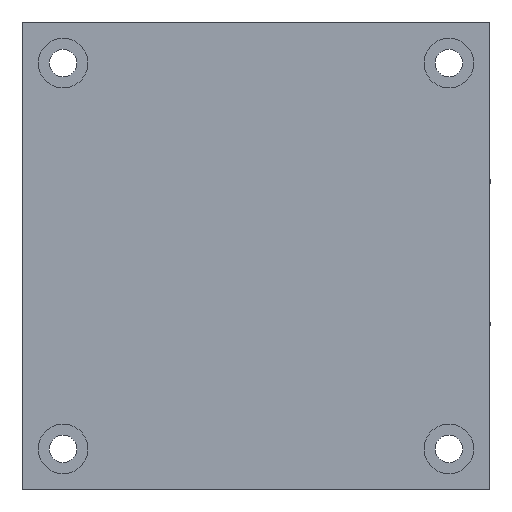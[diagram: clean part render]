
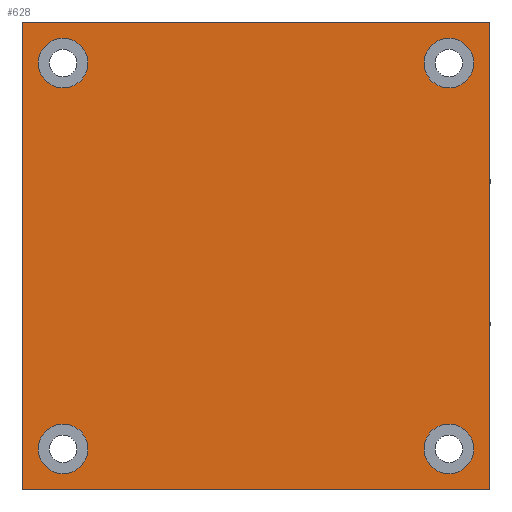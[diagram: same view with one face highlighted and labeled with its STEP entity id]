
A CAD part, left-side view. The second image highlights one B-rep face of the part: STEP entity #628.
In plain terms, the highlighted planar face has unit normal (-1, 0, 0).
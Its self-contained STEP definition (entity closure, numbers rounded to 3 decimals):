
#84=LINE('',#1263,#130);
#86=LINE('',#1267,#132);
#88=LINE('',#1271,#134);
#90=LINE('',#1274,#136);
#130=VECTOR('',#856,10.);
#132=VECTOR('',#860,10.);
#134=VECTOR('',#864,10.);
#136=VECTOR('',#868,10.);
#155=FACE_BOUND('',#239,.T.);
#156=FACE_BOUND('',#240,.T.);
#157=FACE_BOUND('',#241,.T.);
#158=FACE_BOUND('',#242,.T.);
#194=FACE_OUTER_BOUND('',#238,.T.);
#238=EDGE_LOOP('',(#569,#570,#571,#572));
#239=EDGE_LOOP('',(#573));
#240=EDGE_LOOP('',(#574));
#241=EDGE_LOOP('',(#575));
#242=EDGE_LOOP('',(#576));
#245=CIRCLE('',#647,3.625);
#248=CIRCLE('',#652,3.625);
#251=CIRCLE('',#657,3.625);
#254=CIRCLE('',#662,3.625);
#265=VERTEX_POINT('',#878);
#268=VERTEX_POINT('',#887);
#271=VERTEX_POINT('',#896);
#274=VERTEX_POINT('',#905);
#315=VERTEX_POINT('',#1260);
#316=VERTEX_POINT('',#1262);
#317=VERTEX_POINT('',#1266);
#318=VERTEX_POINT('',#1270);
#321=EDGE_CURVE('',#265,#265,#245,.T.);
#325=EDGE_CURVE('',#268,#268,#248,.T.);
#329=EDGE_CURVE('',#271,#271,#251,.T.);
#333=EDGE_CURVE('',#274,#274,#254,.T.);
#398=EDGE_CURVE('',#316,#315,#84,.T.);
#400=EDGE_CURVE('',#317,#316,#86,.T.);
#402=EDGE_CURVE('',#318,#317,#88,.T.);
#404=EDGE_CURVE('',#315,#318,#90,.T.);
#569=ORIENTED_EDGE('',*,*,#404,.T.);
#570=ORIENTED_EDGE('',*,*,#402,.T.);
#571=ORIENTED_EDGE('',*,*,#400,.T.);
#572=ORIENTED_EDGE('',*,*,#398,.T.);
#573=ORIENTED_EDGE('',*,*,#321,.T.);
#574=ORIENTED_EDGE('',*,*,#325,.T.);
#575=ORIENTED_EDGE('',*,*,#329,.T.);
#576=ORIENTED_EDGE('',*,*,#333,.T.);
#592=PLANE('',#702);
#628=ADVANCED_FACE('',(#194,#155,#156,#157,#158),#592,.T.);
#647=AXIS2_PLACEMENT_3D('',#879,#713,#714);
#652=AXIS2_PLACEMENT_3D('',#888,#724,#725);
#657=AXIS2_PLACEMENT_3D('',#897,#735,#736);
#662=AXIS2_PLACEMENT_3D('',#906,#746,#747);
#702=AXIS2_PLACEMENT_3D('',#1275,#869,#870);
#713=DIRECTION('center_axis',(1.,0.,0.));
#714=DIRECTION('ref_axis',(0.,-1.,0.));
#724=DIRECTION('center_axis',(1.,0.,0.));
#725=DIRECTION('ref_axis',(0.,-1.,0.));
#735=DIRECTION('center_axis',(1.,0.,0.));
#736=DIRECTION('ref_axis',(0.,-1.,0.));
#746=DIRECTION('center_axis',(1.,0.,0.));
#747=DIRECTION('ref_axis',(0.,-1.,0.));
#856=DIRECTION('',(0.,0.,-1.));
#860=DIRECTION('',(0.,1.,0.));
#864=DIRECTION('',(0.,0.,1.));
#868=DIRECTION('',(0.,-1.,0.));
#869=DIRECTION('center_axis',(-1.,0.,0.));
#870=DIRECTION('ref_axis',(0.,0.,1.));
#878=CARTESIAN_POINT('',(-82.198,166.018,29.529));
#879=CARTESIAN_POINT('Origin',(-82.198,162.393,29.529));
#887=CARTESIAN_POINT('',(-82.198,222.288,-26.741));
#888=CARTESIAN_POINT('Origin',(-82.198,218.663,-26.741));
#896=CARTESIAN_POINT('',(-82.198,222.288,29.529));
#897=CARTESIAN_POINT('Origin',(-82.198,218.663,29.529));
#905=CARTESIAN_POINT('',(-82.198,166.018,-26.741));
#906=CARTESIAN_POINT('Origin',(-82.198,162.393,-26.741));
#1260=CARTESIAN_POINT('',(-82.198,224.663,-32.741));
#1262=CARTESIAN_POINT('',(-82.198,224.663,35.529));
#1263=CARTESIAN_POINT('',(-82.198,224.663,35.529));
#1266=CARTESIAN_POINT('',(-82.198,156.393,35.529));
#1267=CARTESIAN_POINT('',(-82.198,156.393,35.529));
#1270=CARTESIAN_POINT('',(-82.198,156.393,-32.741));
#1271=CARTESIAN_POINT('',(-82.198,156.393,-32.741));
#1274=CARTESIAN_POINT('',(-82.198,224.663,-32.741));
#1275=CARTESIAN_POINT('Origin',(-82.198,190.528,1.394));
